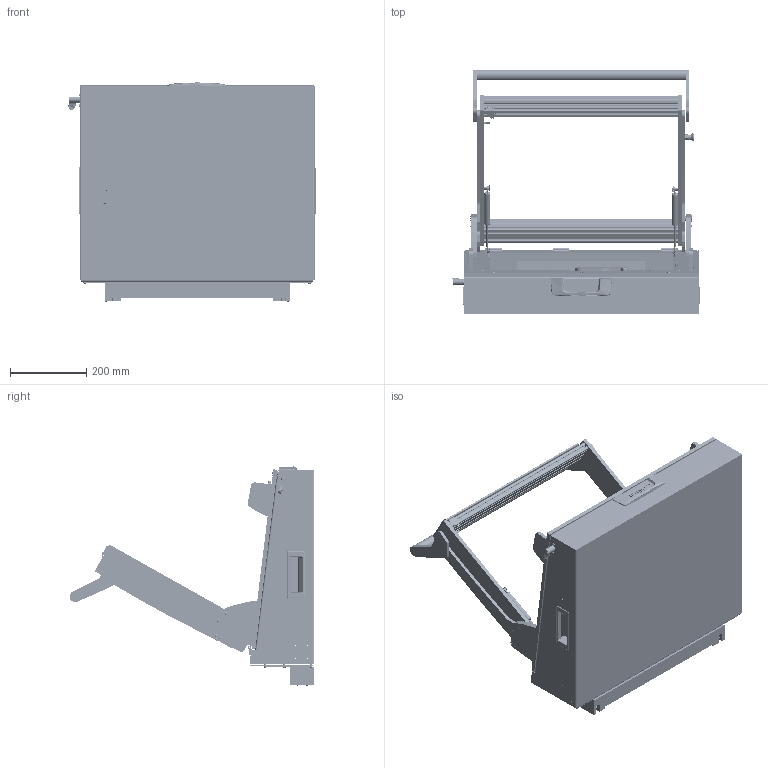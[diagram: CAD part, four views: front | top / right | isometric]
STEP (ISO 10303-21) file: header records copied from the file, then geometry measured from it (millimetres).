
FILE_DESCRIPTION (( 'STEP AP214' ), '1' );
FILE_NAME ('INGUN_32920_open.STEP', '2021-03-01T14:17:36', ( '' ), ( '' ), 'SwSTEP 2.0', 'SolidWorks 2018', '' );
FILE_SCHEMA (( 'AUTOMOTIVE_DESIGN' ));
Length unit declared in the file: millimetre
Products named in the file (120): 109128~0_S; 34328~1_S; 2281~0_180ø<Standard>; 39894~2_KUNDE<S>; 109717~0; K_02037~0_Standard ohne Dyn Punkt<Standard>; 108564~1_S; 3521~0_Spring Pin ISO 8752 - 3 x 16 - St; 29805~4_geschlossen<S>; 35151~0_S; 32462~0_S; 30915~0; 109146~2; 32578~1_S; DIN6325~n_04,0m6x024; 30955~0_S; 30112~0; 40513~4_KUNDE<S>; ISO7380~n_M04,0x008; 31446~15_KUNDE<S>; DIN6325~n_04,0m6x012; DIN7991~n_M05,0x025; ASR~-a-s-r_拱04,2x07x拌8; 48726~2_S; 31194~0; 109771~0_offen<S>; 37973~3_S; 109954~0_KUNDE<S>; DIN125~n_05,3 M05,0 Fase; ISO7380~n_M05,0x030; 57801~2_S; K_02037~0; 109715~0_S; 2281~0; ISO7380~n_M05,0x008; ISO7380~n_M03,0x012; 32333~12; 110322~4_S; 32339~4_S; ISO7380~n_M04,0x010 ...
Assembly tree (268 placements, depth 6):
  INGUN_32920_open
    32500~3_KUNDE offen ohne RW und GF<S>
      32504~6_ohne RW und KF <S>
        32333~12
        21332~0_MA 2112<Standard>
          21332_02~0
          21332_01~0
        20902~0
        30758~0_S  x2
          30758_01~0_S
          30758_02~0_S
        53032~0_S
        32171~0_S
        32462~0_S
        29805~4_geschlossen<S>
          110322~4_S
          110705~1_S
          30984~0_S
          110231~1_S
          110443~0_S
          30112~0
          ISO7380~n_M05,0x030
          ISO7380~n_M04,0x008  x2
          DIN914~n_M04,0x05
        35334~0_S
        ISO7380~n_M04,0x012  x4
        DIN7991~n_M05,0x012  x2
        DIN7991~n_M05,0x016
        DIN985-A2~n_M05,0  x3
        8804~0
        DIN125~n_05,3 M05,0 Fase  x2
      37790~9_KUNDE offen<S>
        109771~0_offen<S>
          38001~12
          37968~2_S
          37971~8_S
          37972~6_S
          2281~0_180ø<Standard>  x3
            2281~0
          37188~1_S  x3
          53031~0_S
          35649~1_S
          35651~1_S
          31253~0_S
          30955~0_S
          30915~0
          ASR~-a-s-r_拱04,2x07x拌8  x2
          2528~0  x2
          31109~0
          37973~3_S
          38827~0_S
          31666~1_S
          48727~1_S
            48726~2_S
            DIN6325~n_04,0m6x012
            48565~1_S
            DIN912~n_M04,0x020  x2
            DIN125~n_06,4 M06,0 Fase
            DIN125~n_04,3 M04,0  x2
            49317~0
Bounding box: 647.49 x 641.27 x 574.02 mm (x, y, z)
Volume: 6584494.4 mm3; surface area: 3587807 mm2
Topology: 273 solids, 273 shells, 6636 faces, 16495 edges, 10453 vertices
Faces by surface type: cylinder 2912, plane 2333, cone 923, bspline 235, torus 133, sphere 100
Entity records: 138055 total; most frequent: CARTESIAN_POINT 31382, DIRECTION 20884, ORIENTED_EDGE 18976, EDGE_CURVE 9488, AXIS2_PLACEMENT_3D 7951, VERTEX_POINT 6105, LINE 4982, VECTOR 4982
